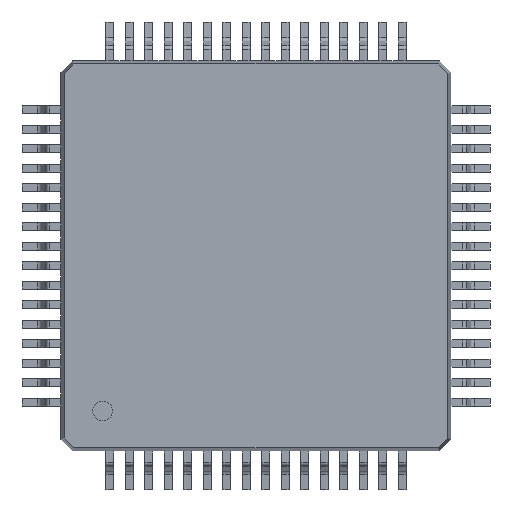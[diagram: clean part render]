
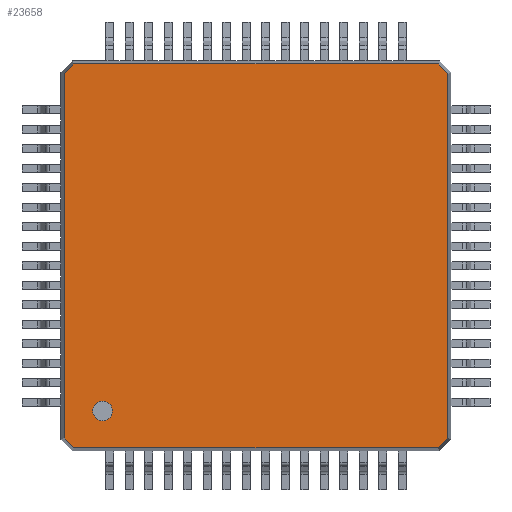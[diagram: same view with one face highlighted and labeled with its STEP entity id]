
A CAD part, top view. The second image highlights one B-rep face of the part: STEP entity #23658.
In plain terms, the highlighted planar face has unit normal (0, 0, 1).
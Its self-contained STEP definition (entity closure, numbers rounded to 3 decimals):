
#773=CIRCLE('',#25084,0.25);
#5455=ORIENTED_EDGE('',*,*,#8177,.T.);
#5456=ORIENTED_EDGE('',*,*,#8160,.T.);
#5457=ORIENTED_EDGE('',*,*,#8164,.T.);
#5458=ORIENTED_EDGE('',*,*,#8166,.T.);
#5459=ORIENTED_EDGE('',*,*,#8168,.T.);
#5460=ORIENTED_EDGE('',*,*,#8170,.T.);
#5461=ORIENTED_EDGE('',*,*,#8172,.T.);
#5462=ORIENTED_EDGE('',*,*,#8175,.T.);
#5463=ORIENTED_EDGE('',*,*,#8176,.T.);
#8160=EDGE_CURVE('',#9774,#9773,#11724,.F.);
#8164=EDGE_CURVE('',#9773,#9775,#11728,.F.);
#8166=EDGE_CURVE('',#9775,#9776,#11730,.F.);
#8168=EDGE_CURVE('',#9776,#9777,#11732,.F.);
#8170=EDGE_CURVE('',#9777,#9778,#11734,.F.);
#8172=EDGE_CURVE('',#9778,#9779,#11736,.F.);
#8175=EDGE_CURVE('',#9779,#9780,#11739,.F.);
#8176=EDGE_CURVE('',#9780,#9774,#11740,.F.);
#8177=EDGE_CURVE('',#9781,#9781,#773,.T.);
#9773=VERTEX_POINT('',#34774);
#9774=VERTEX_POINT('',#34776);
#9775=VERTEX_POINT('',#34781);
#9776=VERTEX_POINT('',#34785);
#9777=VERTEX_POINT('',#34789);
#9778=VERTEX_POINT('',#34793);
#9779=VERTEX_POINT('',#34797);
#9780=VERTEX_POINT('',#34802);
#9781=VERTEX_POINT('',#34808);
#11724=LINE('',#34775,#13700);
#11728=LINE('',#34782,#13704);
#11730=LINE('',#34786,#13706);
#11732=LINE('',#34790,#13708);
#11734=LINE('',#34794,#13710);
#11736=LINE('',#34798,#13712);
#11739=LINE('',#34803,#13715);
#11740=LINE('',#34805,#13716);
#13700=VECTOR('',#29784,1000.);
#13704=VECTOR('',#29790,1000.);
#13706=VECTOR('',#29794,1000.);
#13708=VECTOR('',#29798,1000.);
#13710=VECTOR('',#29802,1000.);
#13712=VECTOR('',#29806,1000.);
#13715=VECTOR('',#29811,1000.);
#13716=VECTOR('',#29814,1000.);
#14669=EDGE_LOOP('',(#5455));
#14670=EDGE_LOOP('',(#5456,#5457,#5458,#5459,#5460,#5461,#5462,#5463));
#15595=FACE_BOUND('',#14669,.T.);
#15596=FACE_BOUND('',#14670,.T.);
#16273=PLANE('',#25083);
#23658=ADVANCED_FACE('',(#15595,#15596),#16273,.T.);
#25083=AXIS2_PLACEMENT_3D('',#34806,#29815,#29816);
#25084=AXIS2_PLACEMENT_3D('',#34807,#29817,#29818);
#29784=DIRECTION('',(0.707,0.707,0.));
#29790=DIRECTION('',(0.,1.,0.));
#29794=DIRECTION('',(-0.707,0.707,0.));
#29798=DIRECTION('',(-1.,0.,0.));
#29802=DIRECTION('',(-0.707,-0.707,0.));
#29806=DIRECTION('',(0.,-1.,0.));
#29811=DIRECTION('',(0.707,-0.707,0.));
#29814=DIRECTION('',(1.,0.,0.));
#29815=DIRECTION('',(0.,0.,1.));
#29816=DIRECTION('',(1.,0.,0.));
#29817=DIRECTION('',(0.,0.,-1.));
#29818=DIRECTION('',(1.,0.,0.));
#34774=CARTESIAN_POINT('',(-4.923,4.668,0.7));
#34775=CARTESIAN_POINT('',(-4.796,4.796,0.7));
#34776=CARTESIAN_POINT('',(-4.668,4.923,0.7));
#34781=CARTESIAN_POINT('',(-4.923,-4.668,0.7));
#34782=CARTESIAN_POINT('',(-4.923,0.,0.7));
#34785=CARTESIAN_POINT('',(-4.668,-4.923,0.7));
#34786=CARTESIAN_POINT('',(-4.796,-4.796,0.7));
#34789=CARTESIAN_POINT('',(4.668,-4.923,0.7));
#34790=CARTESIAN_POINT('',(0.,-4.923,0.7));
#34793=CARTESIAN_POINT('',(4.923,-4.668,0.7));
#34794=CARTESIAN_POINT('',(4.796,-4.796,0.7));
#34797=CARTESIAN_POINT('',(4.923,4.668,0.7));
#34798=CARTESIAN_POINT('',(4.923,0.,0.7));
#34802=CARTESIAN_POINT('',(4.668,4.923,0.7));
#34803=CARTESIAN_POINT('',(4.796,4.796,0.7));
#34805=CARTESIAN_POINT('',(0.,4.923,0.7));
#34806=CARTESIAN_POINT('',(0.,0.,0.7));
#34807=CARTESIAN_POINT('',(-3.933,-3.973,0.7));
#34808=CARTESIAN_POINT('',(-3.683,-3.973,0.7));
